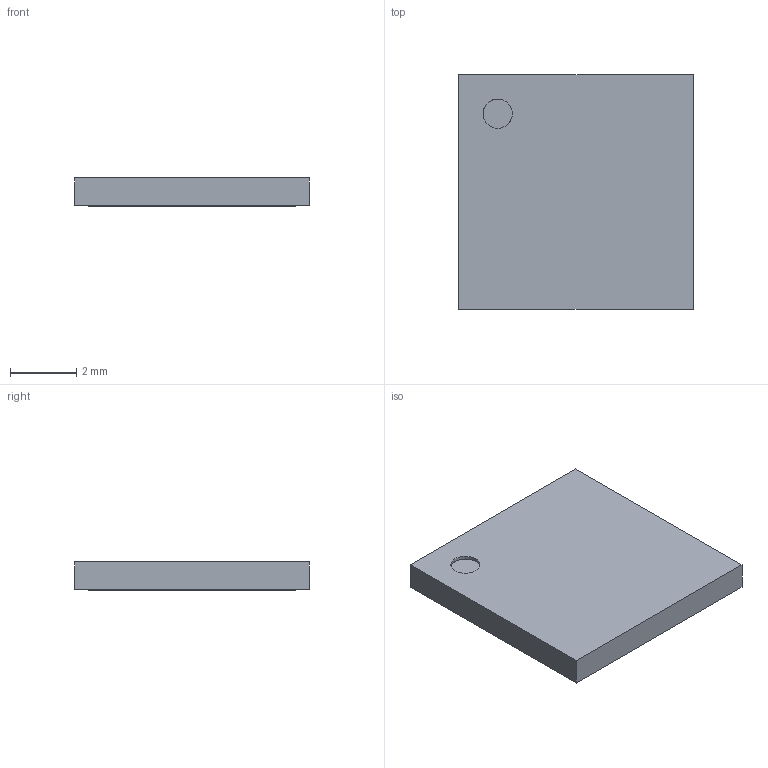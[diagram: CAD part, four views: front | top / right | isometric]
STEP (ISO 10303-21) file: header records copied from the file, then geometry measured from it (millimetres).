
FILE_DESCRIPTION (( 'STEP AP214' ), '1' );
FILE_NAME ('nrf52833_qiaa_var1_aQFN73.STEP', '2024-03-01T22:23:32', ( '' ), ( '' ), 'SwSTEP 2.0', 'SolidWorks 2023', '' );
FILE_SCHEMA (( 'AUTOMOTIVE_DESIGN' ));
Length unit declared in the file: millimetre
Products named in the file (8): pinShape.step; Open_CASCADE_STEP_translator_6.8_9.1.step; 1567095904.step; U1_2.step; Open_CASCADE_STEP_translator_6.8_9.2.1.step; nrf52833_qiaa_var1_.step; nrf52833_qiaa_var1_aQFN73; Body.step
Assembly tree (190 placements, depth 6):
  nrf52833_qiaa_var1_aQFN73
    nrf52833_qiaa_var1_.step
      U1_2.step
        1567095904.step
          Body.step
            Open_CASCADE_STEP_translator_6.8_9.2.1.step
          Open_CASCADE_STEP_translator_6.8_9.1.step
          pinShape.step  x184
Bounding box: 7.1 x 7.1 x 0.85 mm (x, y, z)
Volume: 42 mm3; surface area: 146.2 mm2
Topology: 185 solids, 186 shells, 746 faces, 1124 edges, 750 vertices
Faces by surface type: plane 376, cylinder 370
Entity records: 2050 total; most frequent: DIRECTION 456, CARTESIAN_POINT 274, AXIS2_PLACEMENT_3D 220, PRODUCT_DEFINITION_SHAPE 198, ITEM_DEFINED_TRANSFORMATION 190, CONTEXT_DEPENDENT_SHAPE_REPRESENTATION 190, NEXT_ASSEMBLY_USAGE_OCCURRENCE 190, ORIENTED_EDGE 50
